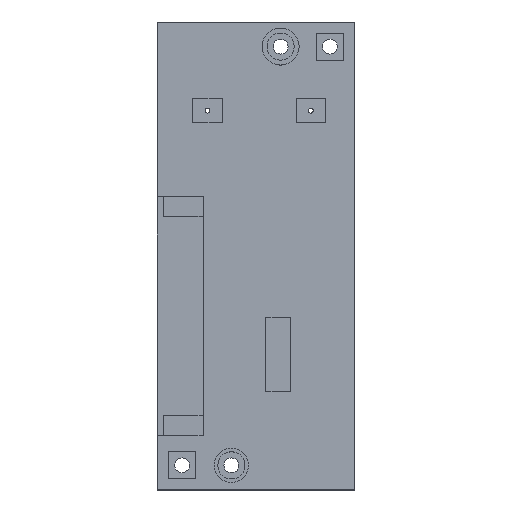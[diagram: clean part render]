
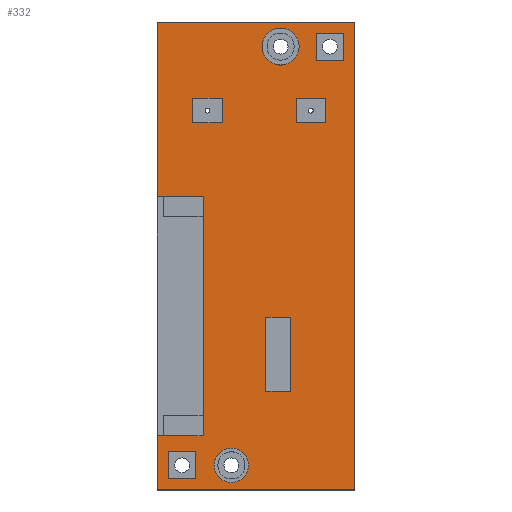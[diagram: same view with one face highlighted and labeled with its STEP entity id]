
A CAD part, top view. The second image highlights one B-rep face of the part: STEP entity #332.
In plain terms, the highlighted planar face has unit normal (0, 0, 1).
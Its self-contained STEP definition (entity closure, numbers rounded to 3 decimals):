
#69=CARTESIAN_POINT('',(1177.345,389.11,-4.324));
#70=DIRECTION('',(-0.,-0.,-1.));
#71=DIRECTION('',(0.,1.,-0.));
#72=AXIS2_PLACEMENT_3D('',#69,#70,#71);
#73=PLANE('',#72);
#74=CARTESIAN_POINT('',(1204.13,-116.39,-4.324));
#75=VERTEX_POINT('',#74);
#76=CARTESIAN_POINT('',(1204.13,-127.39,-4.324));
#77=VERTEX_POINT('',#76);
#78=CARTESIAN_POINT('',(1204.13,-116.39,-4.324));
#79=DIRECTION('',(0.,-1.,0.));
#80=VECTOR('',#79,11.);
#81=LINE('',#78,#80);
#82=EDGE_CURVE('',#75,#77,#81,.T.);
#83=ORIENTED_EDGE('',*,*,#82,.F.);
#84=CARTESIAN_POINT('',(1215.13,-116.39,-4.324));
#85=VERTEX_POINT('',#84);
#86=CARTESIAN_POINT('',(1215.13,-116.39,-4.324));
#87=DIRECTION('',(-1.,0.,0.));
#88=VECTOR('',#87,11.);
#89=LINE('',#86,#88);
#90=EDGE_CURVE('',#85,#75,#89,.T.);
#91=ORIENTED_EDGE('',*,*,#90,.F.);
#92=CARTESIAN_POINT('',(1215.13,-127.39,-4.324));
#93=VERTEX_POINT('',#92);
#94=CARTESIAN_POINT('',(1215.13,-127.39,-4.324));
#95=DIRECTION('',(-0.,1.,-0.));
#96=VECTOR('',#95,11.);
#97=LINE('',#94,#96);
#98=EDGE_CURVE('',#93,#85,#97,.T.);
#99=ORIENTED_EDGE('',*,*,#98,.F.);
#100=CARTESIAN_POINT('',(1204.13,-127.39,-4.324));
#101=DIRECTION('',(1.,-0.,-0.));
#102=VECTOR('',#101,11.);
#103=LINE('',#100,#102);
#104=EDGE_CURVE('',#77,#93,#103,.T.);
#105=ORIENTED_EDGE('',*,*,#104,.F.);
#106=EDGE_LOOP('',(#83,#91,#99,#105));
#107=FACE_BOUND('',#106,.T.);
#108=CARTESIAN_POINT('',(1197.13,-121.89,-4.324));
#109=VERTEX_POINT('',#108);
#110=CARTESIAN_POINT('',(1189.63,-121.89,-4.324));
#111=DIRECTION('',(0.,0.,1.));
#112=DIRECTION('',(1.,-0.,-0.));
#113=AXIS2_PLACEMENT_3D('',#110,#111,#112);
#114=CIRCLE('',#113,7.5);
#115=EDGE_CURVE('',#109,#109,#114,.T.);
#116=ORIENTED_EDGE('',*,*,#115,.F.);
#117=EDGE_LOOP('',(#116));
#118=FACE_BOUND('',#117,.T.);
#119=CARTESIAN_POINT('',(1176.63,-291.89,-4.324));
#120=VERTEX_POINT('',#119);
#121=CARTESIAN_POINT('',(1169.63,-291.89,-4.324));
#122=DIRECTION('',(0.,0.,1.));
#123=DIRECTION('',(1.,-0.,-0.));
#124=AXIS2_PLACEMENT_3D('',#121,#122,#123);
#125=CIRCLE('',#124,7.);
#126=EDGE_CURVE('',#120,#120,#125,.T.);
#127=ORIENTED_EDGE('',*,*,#126,.F.);
#128=EDGE_LOOP('',(#127));
#129=FACE_BOUND('',#128,.T.);
#130=CARTESIAN_POINT('',(1183.63,-231.89,-4.324));
#131=VERTEX_POINT('',#130);
#132=CARTESIAN_POINT('',(1183.63,-261.89,-4.324));
#133=VERTEX_POINT('',#132);
#134=CARTESIAN_POINT('',(1183.63,-231.89,-4.324));
#135=DIRECTION('',(0.,-1.,0.));
#136=VECTOR('',#135,30.);
#137=LINE('',#134,#136);
#138=EDGE_CURVE('',#131,#133,#137,.T.);
#139=ORIENTED_EDGE('',*,*,#138,.F.);
#140=CARTESIAN_POINT('',(1193.63,-231.89,-4.324));
#141=VERTEX_POINT('',#140);
#142=CARTESIAN_POINT('',(1193.63,-231.89,-4.324));
#143=DIRECTION('',(-1.,0.,0.));
#144=VECTOR('',#143,10.);
#145=LINE('',#142,#144);
#146=EDGE_CURVE('',#141,#131,#145,.T.);
#147=ORIENTED_EDGE('',*,*,#146,.F.);
#148=CARTESIAN_POINT('',(1193.63,-261.89,-4.324));
#149=VERTEX_POINT('',#148);
#150=CARTESIAN_POINT('',(1193.63,-261.89,-4.324));
#151=DIRECTION('',(0.,1.,-0.));
#152=VECTOR('',#151,30.);
#153=LINE('',#150,#152);
#154=EDGE_CURVE('',#149,#141,#153,.T.);
#155=ORIENTED_EDGE('',*,*,#154,.F.);
#156=CARTESIAN_POINT('',(1183.63,-261.89,-4.324));
#157=DIRECTION('',(1.,-0.,-0.));
#158=VECTOR('',#157,10.);
#159=LINE('',#156,#158);
#160=EDGE_CURVE('',#133,#149,#159,.T.);
#161=ORIENTED_EDGE('',*,*,#160,.F.);
#162=EDGE_LOOP('',(#139,#147,#155,#161));
#163=FACE_BOUND('',#162,.T.);
#164=CARTESIAN_POINT('',(1207.875,-142.89,-4.324));
#165=VERTEX_POINT('',#164);
#166=CARTESIAN_POINT('',(1207.875,-152.89,-4.324));
#167=VERTEX_POINT('',#166);
#168=CARTESIAN_POINT('',(1207.875,-142.89,-4.324));
#169=DIRECTION('',(0.,-1.,0.));
#170=VECTOR('',#169,10.);
#171=LINE('',#168,#170);
#172=EDGE_CURVE('',#165,#167,#171,.T.);
#173=ORIENTED_EDGE('',*,*,#172,.T.);
#174=CARTESIAN_POINT('',(1195.875,-152.89,-4.324));
#175=VERTEX_POINT('',#174);
#176=CARTESIAN_POINT('',(1207.875,-152.89,-4.324));
#177=DIRECTION('',(-1.,0.,0.));
#178=VECTOR('',#177,12.);
#179=LINE('',#176,#178);
#180=EDGE_CURVE('',#167,#175,#179,.T.);
#181=ORIENTED_EDGE('',*,*,#180,.T.);
#182=CARTESIAN_POINT('',(1195.875,-142.89,-4.324));
#183=VERTEX_POINT('',#182);
#184=CARTESIAN_POINT('',(1195.875,-152.89,-4.324));
#185=DIRECTION('',(-0.,1.,-0.));
#186=VECTOR('',#185,10.);
#187=LINE('',#184,#186);
#188=EDGE_CURVE('',#175,#183,#187,.T.);
#189=ORIENTED_EDGE('',*,*,#188,.T.);
#190=CARTESIAN_POINT('',(1195.875,-142.89,-4.324));
#191=DIRECTION('',(1.,-0.,-0.));
#192=VECTOR('',#191,12.);
#193=LINE('',#190,#192);
#194=EDGE_CURVE('',#183,#165,#193,.T.);
#195=ORIENTED_EDGE('',*,*,#194,.T.);
#196=EDGE_LOOP('',(#173,#181,#189,#195));
#197=FACE_BOUND('',#196,.T.);
#198=CARTESIAN_POINT('',(1165.935,-142.89,-4.324));
#199=VERTEX_POINT('',#198);
#200=CARTESIAN_POINT('',(1165.935,-152.89,-4.324));
#201=VERTEX_POINT('',#200);
#202=CARTESIAN_POINT('',(1165.935,-142.89,-4.324));
#203=DIRECTION('',(0.,-1.,0.));
#204=VECTOR('',#203,10.);
#205=LINE('',#202,#204);
#206=EDGE_CURVE('',#199,#201,#205,.T.);
#207=ORIENTED_EDGE('',*,*,#206,.T.);
#208=CARTESIAN_POINT('',(1153.935,-152.89,-4.324));
#209=VERTEX_POINT('',#208);
#210=CARTESIAN_POINT('',(1165.935,-152.89,-4.324));
#211=DIRECTION('',(-1.,0.,0.));
#212=VECTOR('',#211,12.);
#213=LINE('',#210,#212);
#214=EDGE_CURVE('',#201,#209,#213,.T.);
#215=ORIENTED_EDGE('',*,*,#214,.T.);
#216=CARTESIAN_POINT('',(1153.935,-142.89,-4.324));
#217=VERTEX_POINT('',#216);
#218=CARTESIAN_POINT('',(1153.935,-152.89,-4.324));
#219=DIRECTION('',(0.,1.,-0.));
#220=VECTOR('',#219,10.);
#221=LINE('',#218,#220);
#222=EDGE_CURVE('',#209,#217,#221,.T.);
#223=ORIENTED_EDGE('',*,*,#222,.T.);
#224=CARTESIAN_POINT('',(1153.935,-142.89,-4.324));
#225=DIRECTION('',(1.,-0.,-0.));
#226=VECTOR('',#225,12.);
#227=LINE('',#224,#226);
#228=EDGE_CURVE('',#217,#199,#227,.T.);
#229=ORIENTED_EDGE('',*,*,#228,.T.);
#230=EDGE_LOOP('',(#207,#215,#223,#229));
#231=FACE_BOUND('',#230,.T.);
#232=CARTESIAN_POINT('',(1158.13,-182.89,-4.324));
#233=VERTEX_POINT('',#232);
#234=CARTESIAN_POINT('',(1139.63,-182.89,-4.324));
#235=VERTEX_POINT('',#234);
#236=CARTESIAN_POINT('',(1158.13,-182.89,-4.324));
#237=DIRECTION('',(-1.,0.,0.));
#238=VECTOR('',#237,18.5);
#239=LINE('',#236,#238);
#240=EDGE_CURVE('',#233,#235,#239,.T.);
#241=ORIENTED_EDGE('',*,*,#240,.F.);
#242=CARTESIAN_POINT('',(1158.13,-279.89,-4.324));
#243=VERTEX_POINT('',#242);
#244=CARTESIAN_POINT('',(1158.13,-279.89,-4.324));
#245=DIRECTION('',(-0.,1.,-0.));
#246=VECTOR('',#245,97.);
#247=LINE('',#244,#246);
#248=EDGE_CURVE('',#243,#233,#247,.T.);
#249=ORIENTED_EDGE('',*,*,#248,.F.);
#250=CARTESIAN_POINT('',(1139.63,-279.89,-4.324));
#251=VERTEX_POINT('',#250);
#252=CARTESIAN_POINT('',(1139.63,-279.89,-4.324));
#253=DIRECTION('',(1.,-0.,-0.));
#254=VECTOR('',#253,18.5);
#255=LINE('',#252,#254);
#256=EDGE_CURVE('',#251,#243,#255,.T.);
#257=ORIENTED_EDGE('',*,*,#256,.F.);
#258=CARTESIAN_POINT('',(1139.63,-301.89,-4.324));
#259=VERTEX_POINT('',#258);
#260=CARTESIAN_POINT('',(1139.63,-301.89,-4.324));
#261=DIRECTION('',(0.,1.,-0.));
#262=VECTOR('',#261,22.);
#263=LINE('',#260,#262);
#264=EDGE_CURVE('',#259,#251,#263,.T.);
#265=ORIENTED_EDGE('',*,*,#264,.F.);
#266=CARTESIAN_POINT('',(1219.63,-301.89,-4.324));
#267=VERTEX_POINT('',#266);
#268=CARTESIAN_POINT('',(1219.63,-301.89,-4.324));
#269=DIRECTION('',(-1.,0.,0.));
#270=VECTOR('',#269,80.);
#271=LINE('',#268,#270);
#272=EDGE_CURVE('',#267,#259,#271,.T.);
#273=ORIENTED_EDGE('',*,*,#272,.F.);
#274=CARTESIAN_POINT('',(1219.63,-111.89,-4.324));
#275=VERTEX_POINT('',#274);
#276=CARTESIAN_POINT('',(1219.63,-111.89,-4.324));
#277=DIRECTION('',(0.,-1.,0.));
#278=VECTOR('',#277,190.);
#279=LINE('',#276,#278);
#280=EDGE_CURVE('',#275,#267,#279,.T.);
#281=ORIENTED_EDGE('',*,*,#280,.F.);
#282=CARTESIAN_POINT('',(1139.63,-111.89,-4.324));
#283=VERTEX_POINT('',#282);
#284=CARTESIAN_POINT('',(1139.63,-111.89,-4.324));
#285=DIRECTION('',(1.,-0.,-0.));
#286=VECTOR('',#285,80.);
#287=LINE('',#284,#286);
#288=EDGE_CURVE('',#283,#275,#287,.T.);
#289=ORIENTED_EDGE('',*,*,#288,.F.);
#290=CARTESIAN_POINT('',(1139.63,-182.89,-4.324));
#291=DIRECTION('',(0.,1.,-0.));
#292=VECTOR('',#291,71.);
#293=LINE('',#290,#292);
#294=EDGE_CURVE('',#235,#283,#293,.T.);
#295=ORIENTED_EDGE('',*,*,#294,.F.);
#296=EDGE_LOOP('',(#241,#249,#257,#265,#273,#281,#289,#295));
#297=FACE_BOUND('',#296,.T.);
#298=CARTESIAN_POINT('',(1144.13,-286.39,-4.324));
#299=VERTEX_POINT('',#298);
#300=CARTESIAN_POINT('',(1144.13,-297.39,-4.324));
#301=VERTEX_POINT('',#300);
#302=CARTESIAN_POINT('',(1144.13,-286.39,-4.324));
#303=DIRECTION('',(0.,-1.,0.));
#304=VECTOR('',#303,11.);
#305=LINE('',#302,#304);
#306=EDGE_CURVE('',#299,#301,#305,.T.);
#307=ORIENTED_EDGE('',*,*,#306,.F.);
#308=CARTESIAN_POINT('',(1155.13,-286.39,-4.324));
#309=VERTEX_POINT('',#308);
#310=CARTESIAN_POINT('',(1155.13,-286.39,-4.324));
#311=DIRECTION('',(-1.,0.,0.));
#312=VECTOR('',#311,11.);
#313=LINE('',#310,#312);
#314=EDGE_CURVE('',#309,#299,#313,.T.);
#315=ORIENTED_EDGE('',*,*,#314,.F.);
#316=CARTESIAN_POINT('',(1155.13,-297.39,-4.324));
#317=VERTEX_POINT('',#316);
#318=CARTESIAN_POINT('',(1155.13,-297.39,-4.324));
#319=DIRECTION('',(0.,1.,-0.));
#320=VECTOR('',#319,11.);
#321=LINE('',#318,#320);
#322=EDGE_CURVE('',#317,#309,#321,.T.);
#323=ORIENTED_EDGE('',*,*,#322,.F.);
#324=CARTESIAN_POINT('',(1144.13,-297.39,-4.324));
#325=DIRECTION('',(1.,-0.,-0.));
#326=VECTOR('',#325,11.);
#327=LINE('',#324,#326);
#328=EDGE_CURVE('',#301,#317,#327,.T.);
#329=ORIENTED_EDGE('',*,*,#328,.F.);
#330=EDGE_LOOP('',(#307,#315,#323,#329));
#331=FACE_BOUND('',#330,.T.);
#332=ADVANCED_FACE('',(#107,#118,#129,#163,#197,#231,#297,#331),#73,.F.);
